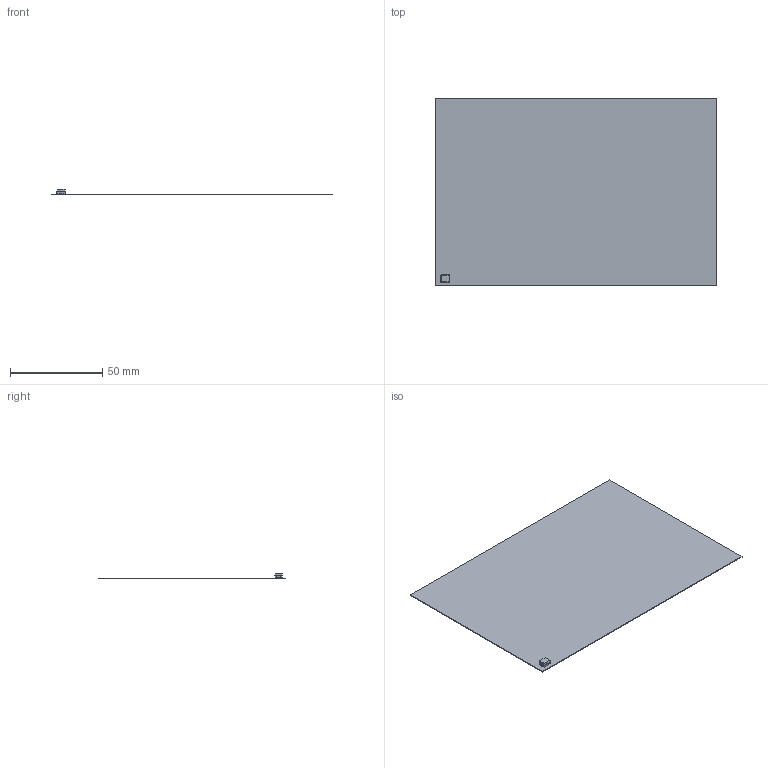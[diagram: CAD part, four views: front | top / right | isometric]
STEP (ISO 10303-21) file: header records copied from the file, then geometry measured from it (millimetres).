
FILE_DESCRIPTION(('Open CASCADE Model'),'2;1');
FILE_NAME('Open CASCADE Shape Model','2023-03-15T17:02:24',('Author'),( 'Open CASCADE'),'Open CASCADE STEP processor 6.8','Open CASCADE 6.8' ,'Unknown');
FILE_SCHEMA(('AUTOMOTIVE_DESIGN { 1 0 10303 214 1 1 1 1 }'));
Length unit declared in the file: millimetre
Products named in the file (1): PCB
Bounding box: 152.4 x 101.6 x 3.06 mm (x, y, z)
Volume: 6416.3 mm3; surface area: 31281.5 mm2
Topology: 4 solids, 4 shells, 128 faces, 264 edges, 136 vertices
Faces by surface type: plane 74, cylinder 38, sphere 8, bspline 8
Entity records: 3856 total; most frequent: CARTESIAN_POINT 1273, DIRECTION 514, ORIENTED_EDGE 512, EDGE_CURVE 256, LINE 176, VECTOR 176, AXIS2_PLACEMENT_3D 169, VERTEX_POINT 136
